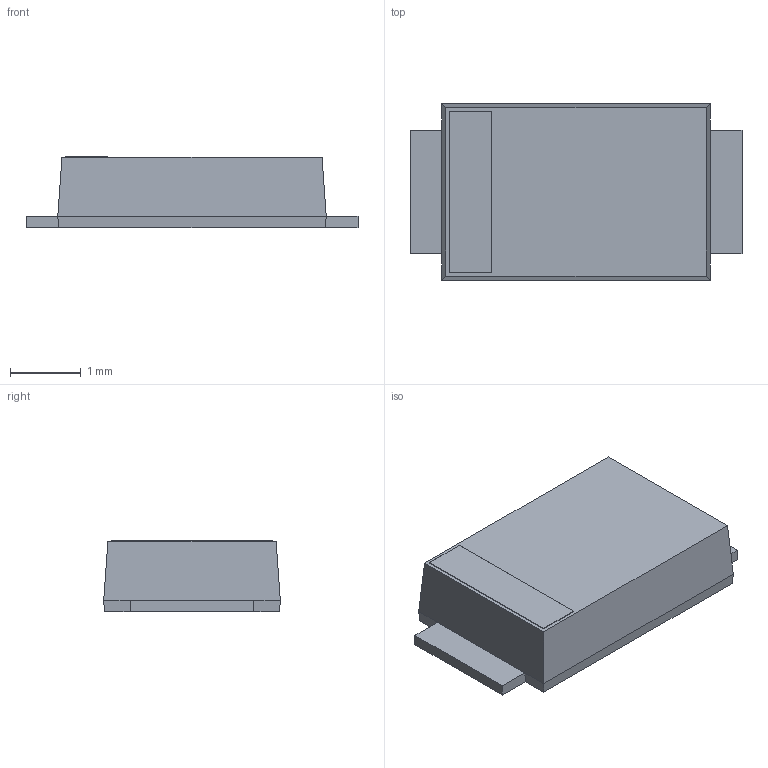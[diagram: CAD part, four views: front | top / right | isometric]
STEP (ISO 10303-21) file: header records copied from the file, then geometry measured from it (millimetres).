
FILE_DESCRIPTION(/* description */ ('model of D_SOD-128'),/* implementation_level */ '2;1');
FILE_NAME(/* name */ 'D_SOD-128.step',/* time_stamp */ '2024-03-02T16:35:30',/* author */ ('KiCAD','kicad'),/* organization */ ('OCCT'),/* preprocessor_version */ '',/* originating_system */ 'KiCAD',/* authorisation */ '');
FILE_SCHEMA(('AUTOMOTIVE_DESIGN { 1 0 10303 214 1 1 1 1 }'));
Length unit declared in the file: millimetre
Products named in the file (1): D_SOD-128
Bounding box: 4.7 x 2.5 x 1.01 mm (x, y, z)
Volume: 9.5 mm3; surface area: 34.1 mm2
Topology: 1 solids, 1 shells, 27 faces, 60 edges, 36 vertices
Faces by surface type: plane 17, bspline 10
Entity records: 1011 total; most frequent: CARTESIAN_POINT 178, ORIENTED_EDGE 120, DIRECTION 84, EDGE_CURVE 60, LINE 48, VECTOR 48, VERTEX_POINT 36, PRESENTATION_STYLE_ASSIGNMENT 31
